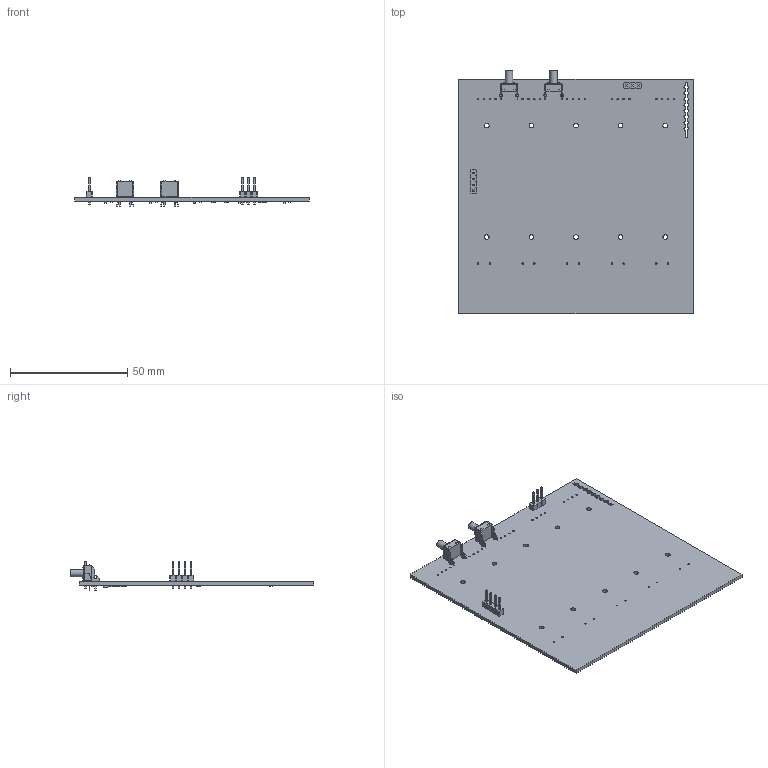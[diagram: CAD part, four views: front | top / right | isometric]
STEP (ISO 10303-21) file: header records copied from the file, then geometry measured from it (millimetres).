
FILE_DESCRIPTION(('KiCad electronic assembly'),'2;1');
FILE_NAME('AudMixBottom.step','2024-03-30T20:54:24',('Pcbnew'),('Kicad') ,'Open CASCADE STEP processor 7.7','KiCad to STEP converter','Unknown' );
FILE_SCHEMA(('AUTOMOTIVE_DESIGN { 1 0 10303 214 1 1 1 1 }'));
Length unit declared in the file: millimetre
Products named in the file (14): AudMixBottom 1; SW_Tactile_SPST_Angled_PTS645Vx83-2LFS; PinHeader_1x04_P2.54mm_Vertical; PinHeader_1x04_P254mm_Vertical; PinHeader_1x03_P2.54mm_Vertical; PinHeader_1x03_P254mm_Vertical; R_0603_1608Metric; C_0603_1608Metric; R_1206_3216Metric; AudMixBottom_PCB
Assembly tree (32 placements, depth 3):
  AudMixBottom 1
    SW_Tactile_SPST_Angled_PTS645Vx83-2LFS  x2
      SW_Tactile_SPST_Angled_PTS645Vx83-2LFS
    PinHeader_1x04_P2.54mm_Vertical
      PinHeader_1x04_P254mm_Vertical
    PinHeader_1x03_P2.54mm_Vertical
      PinHeader_1x03_P254mm_Vertical
    R_0603_1608Metric  x11
      R_0603_1608Metric
    C_0603_1608Metric  x5
      C_0603_1608Metric
    R_1206_3216Metric  x5
      R_1206_3216Metric
    AudMixBottom_PCB
Bounding box: 100 x 103.8 x 12.53 mm (x, y, z)
Volume: 16438.2 mm3; surface area: 22246.9 mm2
Topology: 26 solids, 26 shells, 1089 faces, 2835 edges, 1852 vertices
Faces by surface type: plane 748, cylinder 331, sphere 8, torus 2
Full cylindrical faces by diameter (mm): 0.6 x30, 0.8 x8, 0.99 x4, 1 x15, 1.2 x4, 1.3 x4, 2 x10, 3.14 x2, 3.5 x2
Entity records: 17982 total; most frequent: CARTESIAN_POINT 2580, DIRECTION 2569, ORIENTED_EDGE 2498, EDGE_CURVE 1249, LINE 961, VECTOR 961, VERTEX_POINT 815, AXIS2_PLACEMENT_3D 804
